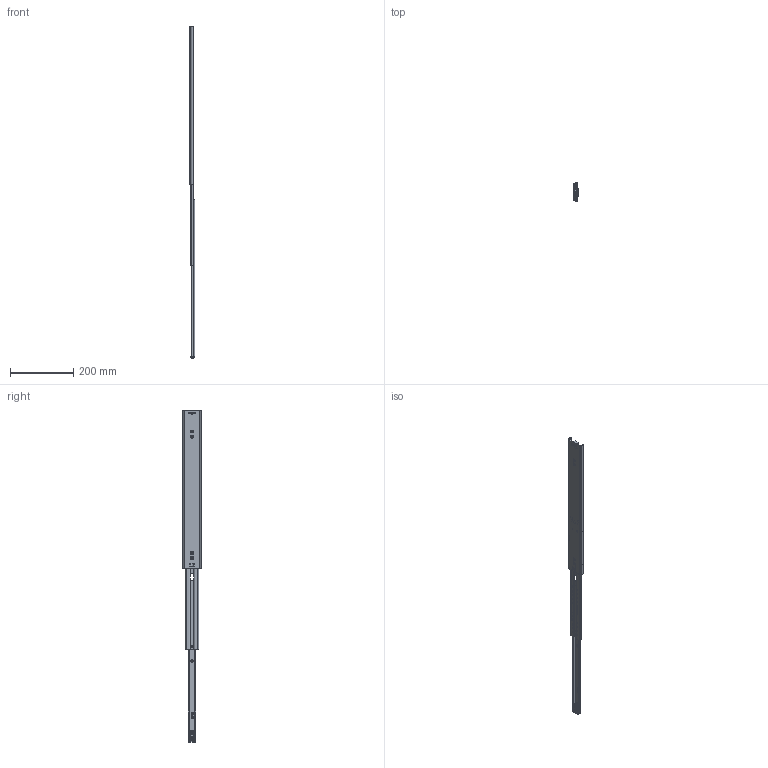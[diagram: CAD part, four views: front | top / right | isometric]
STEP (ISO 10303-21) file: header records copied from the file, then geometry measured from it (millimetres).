
FILE_DESCRIPTION(/* description */ ('Überauszug Serie 037 500x550'),/* implementation_level */ '2;1');
FILE_NAME(/* name */ '07000063005.stp',/* time_stamp */ '2020-06-18T13:10:20+02:00',/* author */ ('Dennis Bruder'),/* organization */ (''),/* preprocessor_version */ 'ST-DEVELOPER v18',/* originating_system */ 'Autodesk Inventor 2020',/* authorisation */ '');
FILE_SCHEMA (('AUTOMOTIVE_DESIGN { 1 0 10303 214 3 1 1 }'));
Products named in the file (1): 07000063005
Bounding box: 17.35 x 57.39 x 1050 mm (x, y, z)
Volume: 195873.1 mm3; surface area: 254717.2 mm2
Topology: 70 solids, 70 shells, 3349 faces, 10050 edges, 6708 vertices
Faces by surface type: plane 1585, cylinder 846, cone 452, bspline 205, torus 201, sphere 60
Full cylindrical faces by diameter (mm): 1 x8, 3.5 x2, 4.5 x8, 4.6 x7, 5 x4, 5.9 x3, 6 x4, 8 x6, 8.2 x2
Entity records: 142703 total; most frequent: CARTESIAN_POINT 52613, ORIENTED_EDGE 19856, DIRECTION 16307, EDGE_CURVE 9928, VERTEX_POINT 6708, AXIS2_PLACEMENT_3D 5663, LINE 4981, VECTOR 4981
